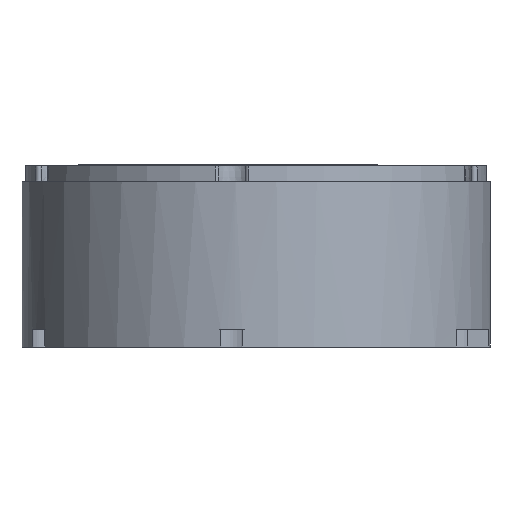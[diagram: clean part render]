
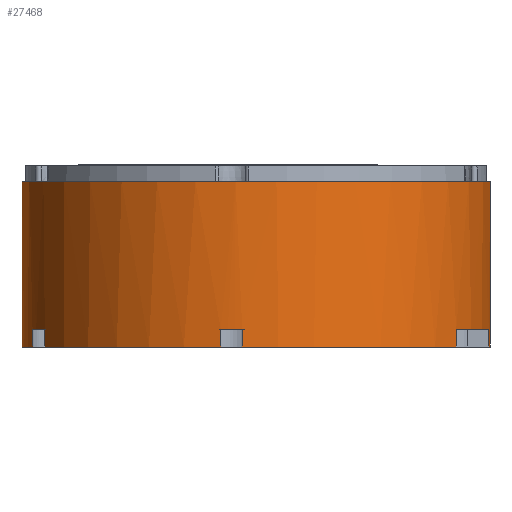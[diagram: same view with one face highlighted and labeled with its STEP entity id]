
A CAD part, front view. The second image highlights one B-rep face of the part: STEP entity #27468.
In plain terms, the highlighted cylindrical face has radius 40.026 mm (diameter 80.053 mm), a partial arc.
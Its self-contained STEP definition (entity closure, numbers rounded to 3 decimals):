
#127 = EDGE_CURVE ( 'NONE', #11747, #14699, #25009, .T. ) ;
#300 = CARTESIAN_POINT ( 'NONE',  ( -39.859, 46.347, -30.001 ) ) ;
#321 = ORIENTED_EDGE ( 'NONE', *, *, #1523, .F. ) ;
#328 = CARTESIAN_POINT ( 'NONE',  ( 0., 50., -30. ) ) ;
#1011 = DIRECTION ( 'NONE',  ( 0., 0., -1. ) ) ;
#1138 = DIRECTION ( 'NONE',  ( -1., 0., 0. ) ) ;
#1428 = DIRECTION ( 'NONE',  ( 0., 0., 1. ) ) ;
#1523 = EDGE_CURVE ( 'NONE', #11747, #4575, #12873, .T. ) ;
#2435 = CARTESIAN_POINT ( 'NONE',  ( 34.108, 29.053, -30.001 ) ) ;
#2505 = DIRECTION ( 'NONE',  ( 0., 0., 1. ) ) ;
#2801 = EDGE_CURVE ( 'NONE', #9033, #32062, #10768, .T. ) ;
#2899 = ORIENTED_EDGE ( 'NONE', *, *, #19589, .F. ) ;
#2962 = AXIS2_PLACEMENT_3D ( 'NONE', #16266, #22663, #30947 ) ;
#3216 = EDGE_CURVE ( 'NONE', #4575, #10750, #4132, .T. ) ;
#3495 = VECTOR ( 'NONE', #19938, 1000. ) ;
#3640 = EDGE_CURVE ( 'NONE', #29073, #26755, #26182, .T. ) ;
#4006 = CARTESIAN_POINT ( 'NONE',  ( 39.859, 46.347, -30.001 ) ) ;
#4114 = CARTESIAN_POINT ( 'NONE',  ( 39.859, 46.347, -30. ) ) ;
#4115 = AXIS2_PLACEMENT_3D ( 'NONE', #7083, #35493, #24310 ) ;
#4132 = LINE ( 'NONE', #10178, #25703 ) ;
#4349 = DIRECTION ( 'NONE',  ( 0., 0., 1. ) ) ;
#4575 = VERTEX_POINT ( 'NONE', #7708 ) ;
#4602 = CARTESIAN_POINT ( 'NONE',  ( -35.978, 32.46, -27. ) ) ;
#4788 = EDGE_CURVE ( 'NONE', #35150, #33218, #18179, .T. ) ;
#5014 = VERTEX_POINT ( 'NONE', #9087 ) ;
#5501 = DIRECTION ( 'NONE',  ( 0., 0., 1. ) ) ;
#6058 = VERTEX_POINT ( 'NONE', #22109 ) ;
#6190 = EDGE_CURVE ( 'NONE', #23221, #5014, #7844, .T. ) ;
#6874 = CIRCLE ( 'NONE', #22673, 40.026 ) ;
#7083 = CARTESIAN_POINT ( 'NONE',  ( 0., 50., -30. ) ) ;
#7708 = CARTESIAN_POINT ( 'NONE',  ( -2.345, 10.042, -30. ) ) ;
#7723 = CARTESIAN_POINT ( 'NONE',  ( 0., 50., -30. ) ) ;
#7812 = VECTOR ( 'NONE', #2505, 1000. ) ;
#7844 = CIRCLE ( 'NONE', #27180, 40.026 ) ;
#7893 = EDGE_CURVE ( 'NONE', #29073, #9033, #8031, .T. ) ;
#7916 = DIRECTION ( 'NONE',  ( 0., 0., -1. ) ) ;
#8031 = LINE ( 'NONE', #27641, #7812 ) ;
#8184 = AXIS2_PLACEMENT_3D ( 'NONE', #328, #22868, #8954 ) ;
#8622 = AXIS2_PLACEMENT_3D ( 'NONE', #7723, #7916, #24973 ) ;
#8861 = VERTEX_POINT ( 'NONE', #10187 ) ;
#8903 = CIRCLE ( 'NONE', #29399, 40.026 ) ;
#8954 = DIRECTION ( 'NONE',  ( -1., 0., 0. ) ) ;
#9033 = VERTEX_POINT ( 'NONE', #19521 ) ;
#9087 = CARTESIAN_POINT ( 'NONE',  ( -39.859, 46.347, -1.811 ) ) ;
#9636 = DIRECTION ( 'NONE',  ( -0.995, -0.105, 0. ) ) ;
#9687 = VERTEX_POINT ( 'NONE', #26420 ) ;
#9698 = LINE ( 'NONE', #4006, #25841 ) ;
#9763 = AXIS2_PLACEMENT_3D ( 'NONE', #29540, #15755, #26773 ) ;
#10178 = CARTESIAN_POINT ( 'NONE',  ( -2.345, 10.042, -30.001 ) ) ;
#10187 = CARTESIAN_POINT ( 'NONE',  ( -35.978, 32.46, -30. ) ) ;
#10750 = VERTEX_POINT ( 'NONE', #13025 ) ;
#10768 = CIRCLE ( 'NONE', #11355, 40.026 ) ;
#11355 = AXIS2_PLACEMENT_3D ( 'NONE', #29673, #4349, #21227 ) ;
#11747 = VERTEX_POINT ( 'NONE', #28595 ) ;
#12718 = CARTESIAN_POINT ( 'NONE',  ( -6.014, 10.428, -27. ) ) ;
#12873 = CIRCLE ( 'NONE', #8184, 40.026 ) ;
#13025 = CARTESIAN_POINT ( 'NONE',  ( -2.345, 10.042, -27. ) ) ;
#13078 = EDGE_LOOP ( 'NONE', ( #35392, #23321, #31945, #21343, #19083, #17833, #15824, #35769, #22513, #20033, #2899, #25302, #14984, #29264, #20314, #321 ) ) ;
#13678 = CARTESIAN_POINT ( 'NONE',  ( 34.108, 29.053, -27. ) ) ;
#14223 = DIRECTION ( 'NONE',  ( 0., 0., 1. ) ) ;
#14699 = VERTEX_POINT ( 'NONE', #13678 ) ;
#14984 = ORIENTED_EDGE ( 'NONE', *, *, #23910, .T. ) ;
#15755 = DIRECTION ( 'NONE',  ( 0., 0., 1. ) ) ;
#15824 = ORIENTED_EDGE ( 'NONE', *, *, #26519, .F. ) ;
#16220 = DIRECTION ( 'NONE',  ( 0., 0., 1. ) ) ;
#16266 = CARTESIAN_POINT ( 'NONE',  ( 0., 50., -30.001 ) ) ;
#16681 = DIRECTION ( 'NONE',  ( -1., 0., 0. ) ) ;
#17225 = CARTESIAN_POINT ( 'NONE',  ( 39.859, 46.347, -1.811 ) ) ;
#17833 = ORIENTED_EDGE ( 'NONE', *, *, #6190, .T. ) ;
#17897 = DIRECTION ( 'NONE',  ( 0., 0., 1. ) ) ;
#18019 = DIRECTION ( 'NONE',  ( 0., 0., 1. ) ) ;
#18179 = CIRCLE ( 'NONE', #4115, 40.026 ) ;
#19083 = ORIENTED_EDGE ( 'NONE', *, *, #28975, .T. ) ;
#19521 = CARTESIAN_POINT ( 'NONE',  ( -38.065, 37.624, -27. ) ) ;
#19589 = EDGE_CURVE ( 'NONE', #8861, #32062, #30563, .T. ) ;
#19810 = CARTESIAN_POINT ( 'NONE',  ( 39.652, 44.542, -30.001 ) ) ;
#19938 = DIRECTION ( 'NONE',  ( 0., 0., 1. ) ) ;
#20033 = ORIENTED_EDGE ( 'NONE', *, *, #2801, .T. ) ;
#20228 = CARTESIAN_POINT ( 'NONE',  ( 0., 50., -27. ) ) ;
#20314 = ORIENTED_EDGE ( 'NONE', *, *, #3216, .F. ) ;
#21227 = DIRECTION ( 'NONE',  ( 1., 0., 0. ) ) ;
#21343 = ORIENTED_EDGE ( 'NONE', *, *, #4788, .F. ) ;
#22109 = CARTESIAN_POINT ( 'NONE',  ( 39.652, 44.542, -27. ) ) ;
#22478 = FACE_OUTER_BOUND ( 'NONE', #13078, .T. ) ;
#22513 = ORIENTED_EDGE ( 'NONE', *, *, #7893, .T. ) ;
#22663 = DIRECTION ( 'NONE',  ( 0., 0., 1. ) ) ;
#22673 = AXIS2_PLACEMENT_3D ( 'NONE', #20228, #18019, #1138 ) ;
#22868 = DIRECTION ( 'NONE',  ( 0., 0., -1. ) ) ;
#22931 = CARTESIAN_POINT ( 'NONE',  ( -39.859, 46.347, -30. ) ) ;
#22996 = CARTESIAN_POINT ( 'NONE',  ( 0., 50., -1.811 ) ) ;
#23221 = VERTEX_POINT ( 'NONE', #17225 ) ;
#23321 = ORIENTED_EDGE ( 'NONE', *, *, #35387, .T. ) ;
#23910 = EDGE_CURVE ( 'NONE', #9687, #24021, #36017, .T. ) ;
#24021 = VERTEX_POINT ( 'NONE', #12718 ) ;
#24310 = DIRECTION ( 'NONE',  ( 1., 0., 0. ) ) ;
#24812 = DIRECTION ( 'NONE',  ( 0., 0., 1. ) ) ;
#24973 = DIRECTION ( 'NONE',  ( -1., 0., 0. ) ) ;
#25009 = LINE ( 'NONE', #2435, #30863 ) ;
#25122 = LINE ( 'NONE', #19810, #30071 ) ;
#25235 = CARTESIAN_POINT ( 'NONE',  ( -35.978, 32.46, -30.001 ) ) ;
#25250 = CYLINDRICAL_SURFACE ( 'NONE', #2962, 40.026 ) ;
#25302 = ORIENTED_EDGE ( 'NONE', *, *, #29811, .F. ) ;
#25353 = VECTOR ( 'NONE', #14223, 1000. ) ;
#25563 = CARTESIAN_POINT ( 'NONE',  ( -38.065, 37.624, -30. ) ) ;
#25703 = VECTOR ( 'NONE', #17897, 1000. ) ;
#25841 = VECTOR ( 'NONE', #1428, 1000. ) ;
#26182 = CIRCLE ( 'NONE', #8622, 40.026 ) ;
#26420 = CARTESIAN_POINT ( 'NONE',  ( -6.014, 10.428, -30. ) ) ;
#26519 = EDGE_CURVE ( 'NONE', #26755, #5014, #28541, .T. ) ;
#26755 = VERTEX_POINT ( 'NONE', #22931 ) ;
#26773 = DIRECTION ( 'NONE',  ( 1., 0., 0. ) ) ;
#27180 = AXIS2_PLACEMENT_3D ( 'NONE', #22996, #1011, #9636 ) ;
#27468 = ADVANCED_FACE ( 'NONE', ( #22478 ), #25250, .T. ) ;
#27641 = CARTESIAN_POINT ( 'NONE',  ( -38.065, 37.624, -30.001 ) ) ;
#28541 = LINE ( 'NONE', #300, #3495 ) ;
#28595 = CARTESIAN_POINT ( 'NONE',  ( 34.108, 29.053, -30. ) ) ;
#28975 = EDGE_CURVE ( 'NONE', #35150, #23221, #9698, .T. ) ;
#29073 = VERTEX_POINT ( 'NONE', #25563 ) ;
#29264 = ORIENTED_EDGE ( 'NONE', *, *, #34629, .T. ) ;
#29399 = AXIS2_PLACEMENT_3D ( 'NONE', #33549, #33734, #16681 ) ;
#29540 = CARTESIAN_POINT ( 'NONE',  ( 0., 50., -27. ) ) ;
#29673 = CARTESIAN_POINT ( 'NONE',  ( 0., 50., -27. ) ) ;
#29811 = EDGE_CURVE ( 'NONE', #9687, #8861, #8903, .T. ) ;
#29934 = CARTESIAN_POINT ( 'NONE',  ( 39.652, 44.542, -30. ) ) ;
#30071 = VECTOR ( 'NONE', #5501, 1000. ) ;
#30168 = CARTESIAN_POINT ( 'NONE',  ( -6.014, 10.428, -30.001 ) ) ;
#30563 = LINE ( 'NONE', #25235, #25353 ) ;
#30863 = VECTOR ( 'NONE', #24812, 1000. ) ;
#30938 = EDGE_CURVE ( 'NONE', #33218, #6058, #25122, .T. ) ;
#30947 = DIRECTION ( 'NONE',  ( -1., 0., 0. ) ) ;
#31945 = ORIENTED_EDGE ( 'NONE', *, *, #30938, .F. ) ;
#32062 = VERTEX_POINT ( 'NONE', #4602 ) ;
#32613 = CIRCLE ( 'NONE', #9763, 40.026 ) ;
#33186 = VECTOR ( 'NONE', #16220, 1000. ) ;
#33218 = VERTEX_POINT ( 'NONE', #29934 ) ;
#33549 = CARTESIAN_POINT ( 'NONE',  ( 0., 50., -30. ) ) ;
#33734 = DIRECTION ( 'NONE',  ( 0., 0., -1. ) ) ;
#34629 = EDGE_CURVE ( 'NONE', #24021, #10750, #32613, .T. ) ;
#35150 = VERTEX_POINT ( 'NONE', #4114 ) ;
#35387 = EDGE_CURVE ( 'NONE', #14699, #6058, #6874, .T. ) ;
#35392 = ORIENTED_EDGE ( 'NONE', *, *, #127, .T. ) ;
#35493 = DIRECTION ( 'NONE',  ( 0., 0., -1. ) ) ;
#35769 = ORIENTED_EDGE ( 'NONE', *, *, #3640, .F. ) ;
#36017 = LINE ( 'NONE', #30168, #33186 ) ;
